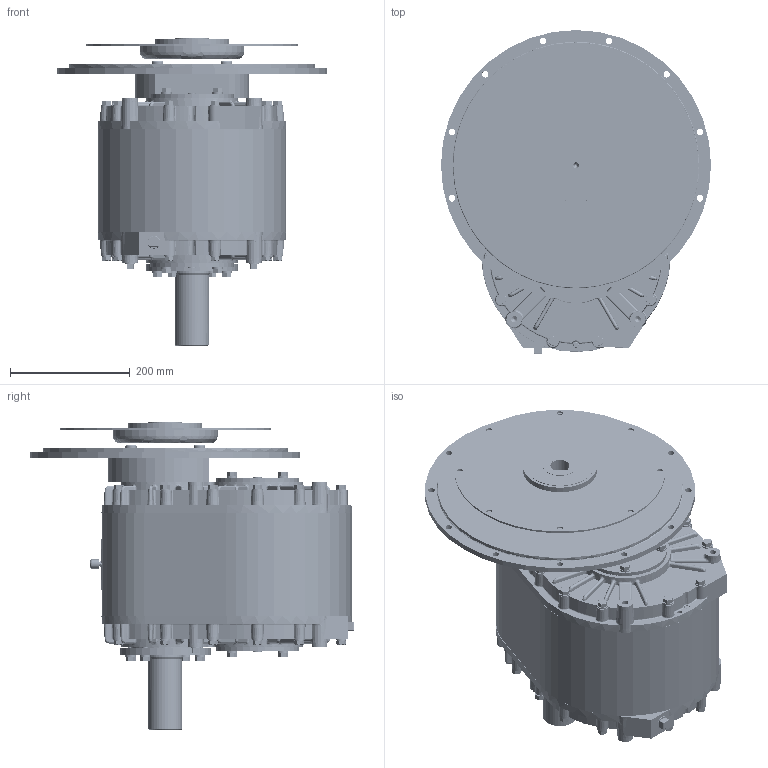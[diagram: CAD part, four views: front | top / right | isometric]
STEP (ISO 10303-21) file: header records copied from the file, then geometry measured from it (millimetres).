
FILE_DESCRIPTION (( 'STEP AP214' ), '1' );
FILE_NAME ('D201E186002.STEP', '2017-09-08T16:07:16', ( 'MikeMihajlovic' ), ( 'Microsoft' ), 'SwSTEP 2.0', 'SolidWorks 2017', '' );
FILE_SCHEMA (( 'AUTOMOTIVE_DESIGN' ));
Length unit declared in the file: inch
Products named in the file (35): RD101001_AF10; DP11_5_ASM; D201001A_ASM; DP11_5-2; D201010; DP11_5-1; SH101001; DP11_5-4; D201011; DP11_5-3; D201001_ASM; HHCSZ_38-16X2_5; RD101001_AF9; PPSQM_500-14; PPSQG_375-18; DWL_38X1; OS1_500-48; D201016_web; OS2_375-41; D201002A; HHCSZ_38-16X1_25; HHCSZ_38-16X1_0; D201E186002; LWZ_38; SHCS_50-13X1_00; D17-3-DP; SHCS_38-16X1_75; AV300805; D201014; PPSKG_250-18; SH1252594; DS90081A106; NP266409-1
Assembly tree (117 placements, depth 3):
  D201E186002
    D201002A
    D201016_web
    DWL_38X1  x4
    D201001_ASM
      D201001_ASM
      RD101001_AF9
    D201011  x2
    SH101001  x2
    D201010
    D201001A_ASM
      D201001A_ASM
      RD101001_AF10
    SH1252594
    D201014
    SHCS_38-16X1_75  x4
    D17-3-DP
    SHCS_50-13X1_00  x4
    LWZ_38  x36
    HHCSZ_38-16X1_0  x8
    HHCSZ_38-16X1_25  x4
    OS2_375-41
    OS1_500-48
    PPSQG_375-18  x3
    PPSQM_500-14
    HHCSZ_38-16X2_5  x24
    DP11_5_ASM
      DP11_5-3
      DP11_5-4
      DP11_5-1
      DP11_5-2
    NP266409-1
    DS90081A106  x2
    PPSKG_250-18  x2
    AV300805
Bounding box: 450.85 x 540.13 x 513.86 mm (x, y, z)
Volume: 5667255.4 mm3; surface area: 2295205.7 mm2
Topology: 61 solids, 225 shells, 4357 faces, 11132 edges, 7055 vertices
Faces by surface type: plane 1736, cylinder 1257, bspline 749, cone 615
Entity records: 144441 total; most frequent: CARTESIAN_POINT 71924, ORIENTED_EDGE 15473, DIRECTION 13335, EDGE_CURVE 7882, VERTEX_POINT 5120, AXIS2_PLACEMENT_3D 4820, LINE 3695, VECTOR 3695
